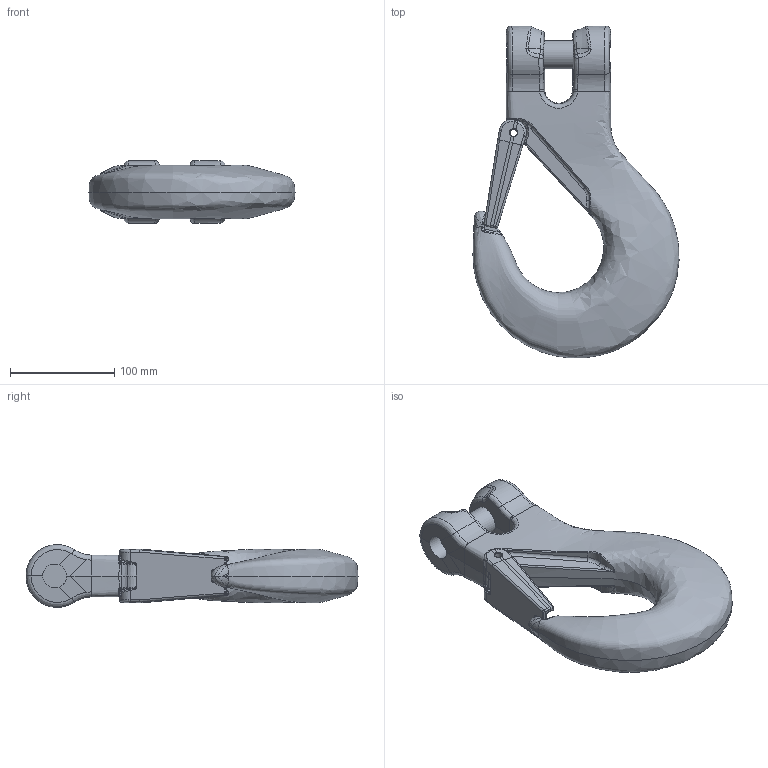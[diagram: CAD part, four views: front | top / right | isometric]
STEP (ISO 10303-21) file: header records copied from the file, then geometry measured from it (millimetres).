
FILE_DESCRIPTION(/* description */ (''),/* implementation_level */ '2;1');
FILE_NAME(/* name */ 'KHSW 22 Kundenmodell',/* time_stamp */ '2009-09-16T10:12:49+02:00',/* author */ (''),/* organization */ (''),/* preprocessor_version */ 'ST-DEVELOPER v9',/* originating_system */ 'UGS - NX 4.0',/* authorisation */ '');
FILE_SCHEMA (('AUTOMOTIVE_DESIGN { 1 0 10303 214 1 1 1 1 }'));
Length unit declared in the file: millimetre
Products named in the file (1): rit49021spv
Bounding box: 197.56 x 318.19 x 60.01 mm (x, y, z)
Volume: 1250921.7 mm3; surface area: 132573.3 mm2
Topology: 4 solids, 4 shells, 401 faces, 991 edges, 579 vertices
Faces by surface type: bspline 182, cylinder 103, plane 76, torus 22, cone 10, sphere 6, revolution 2
Full cylindrical faces by diameter (mm): 7 x1, 8 x4, 23 x1, 27 x1, 28 x2
Entity records: 26962 total; most frequent: CARTESIAN_POINT 18736, ORIENTED_EDGE 1910, DIRECTION 1476, EDGE_CURVE 955, AXIS2_PLACEMENT_3D 624, VERTEX_POINT 572, EDGE_LOOP 423, ADVANCED_FACE 401
